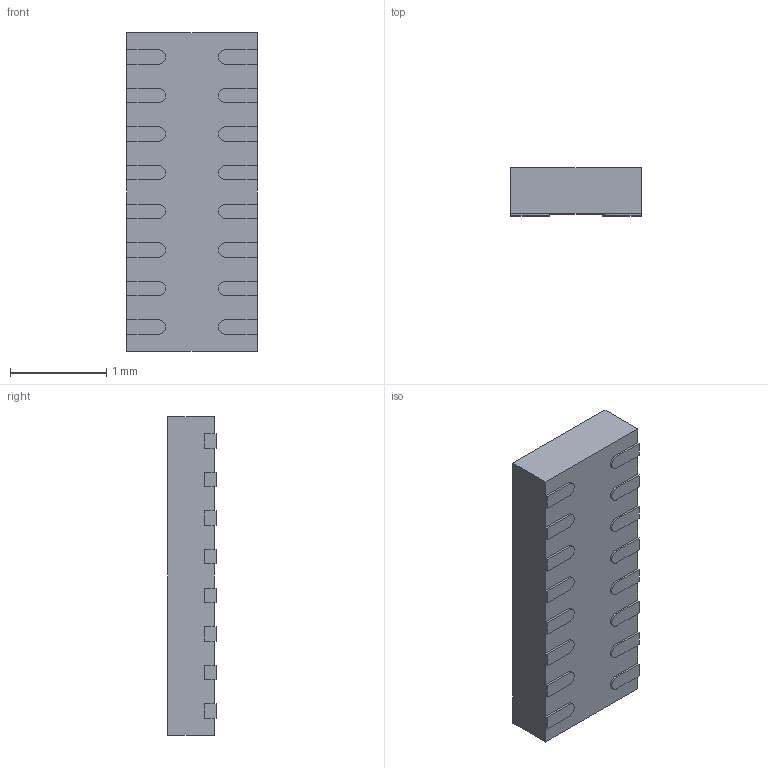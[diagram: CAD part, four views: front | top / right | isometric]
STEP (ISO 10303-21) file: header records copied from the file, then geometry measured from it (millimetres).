
FILE_DESCRIPTION (( 'STEP AP214' ), '1' );
FILE_NAME ('UDFN-16_3.3x1.35mm_P0.4mm.step', '2018-11-03T15:16:22+00:00', 'Stefan Hamminga', '', '', '', '');
FILE_SCHEMA (( 'AUTOMOTIVE_DESIGN' ));
Length unit declared in the file: millimetre
Products named in the file (1): UDFN-16_3.3x1.35mm_P0.4mm
Bounding box: 1.35 x 0.5 x 3.3 mm (x, y, z)
Volume: 2.2 mm3; surface area: 13.7 mm2
Topology: 1 solids, 1 shells, 87 faces, 254 edges, 170 vertices
Faces by surface type: plane 71, cylinder 16
Entity records: 2969 total; most frequent: CARTESIAN_POINT 512, ORIENTED_EDGE 508, DIRECTION 464, EDGE_CURVE 254, LINE 220, VECTOR 220, VERTEX_POINT 170, AXIS2_PLACEMENT_3D 122
